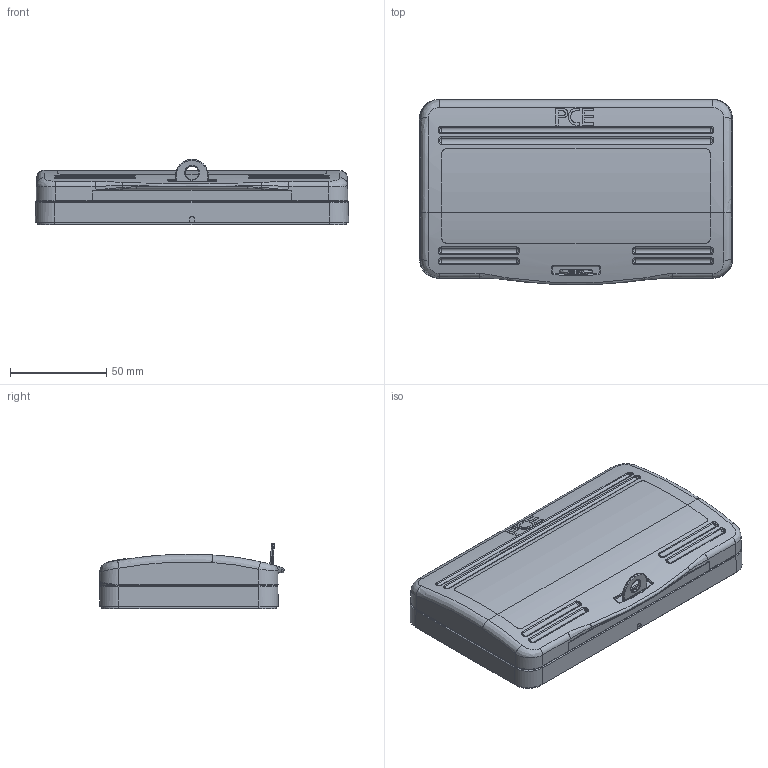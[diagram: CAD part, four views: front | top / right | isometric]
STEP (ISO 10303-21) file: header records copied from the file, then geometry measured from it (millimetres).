
FILE_DESCRIPTION (( 'STEP AP203' ), '1' );
FILE_NAME ('9006508.STEP', '2017-11-23T10:23:24', ( '' ), ( '' ), 'SwSTEP 2.0', 'SolidWorks 2016', '' );
FILE_SCHEMA (( 'CONFIG_CONTROL_DESIGN' ));
Length unit declared in the file: millimetre
Products named in the file (1): 9006508
Bounding box: 163.02 x 96.33 x 34 mm (x, y, z)
Volume: 176193.3 mm3; surface area: 52893.3 mm2
Topology: 1 solids, 1 shells, 409 faces, 1034 edges, 645 vertices
Faces by surface type: plane 131, bspline 121, cylinder 117, torus 21, cone 19
Full cylindrical faces by diameter (mm): 7 x1
Entity records: 16989 total; most frequent: CARTESIAN_POINT 8271, ORIENTED_EDGE 2042, DIRECTION 1502, EDGE_CURVE 1021, VERTEX_POINT 645, AXIS2_PLACEMENT_3D 545, EDGE_LOOP 442, VECTOR 412
